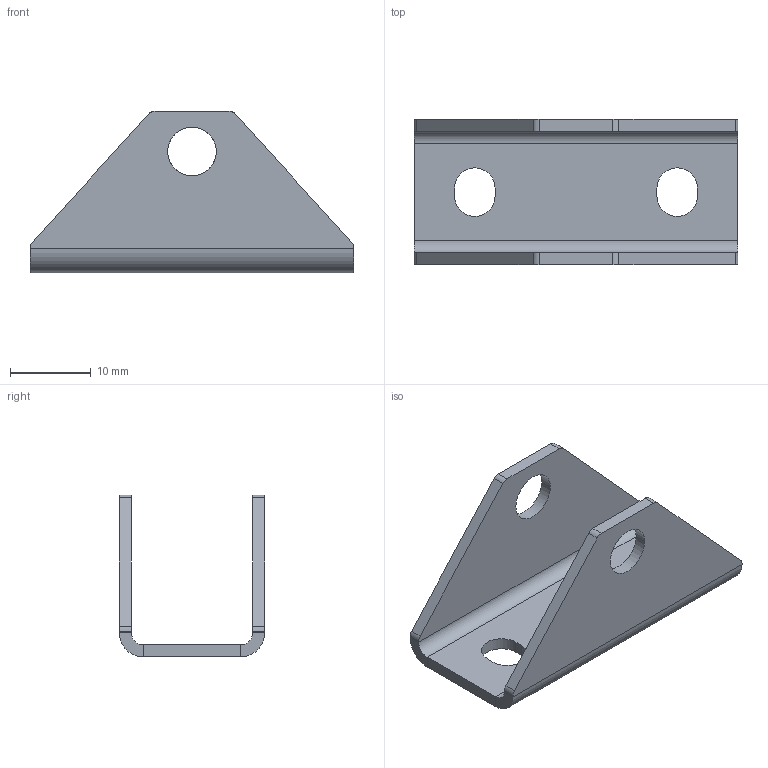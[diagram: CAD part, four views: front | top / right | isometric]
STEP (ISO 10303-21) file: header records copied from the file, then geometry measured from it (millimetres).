
FILE_DESCRIPTION(('CATIA V6 STEP','CAx-IF Rec.Pracs.--- Model Styling and Organization---1.5--- 2016-08-15','CAx-IF Rec.Pracs.---Supplemental Geometry---1.0---2011-11-01','CAx-IF Rec.Pracs.--- Composite Materials ---3.4---2017-06-13','CAx-IF Rec.Pracs.---Tessellated 3D Geometry---1.0---2015-12-17'),'2;1');
FILE_NAME('PRD-00123402 Physical Product00123402 A.1.stp','2021-06-18T10:33:05+00:00',('none'),('none'),'3DEXPERIENCE Platform3DEXPERIENCE R2021x HotFix 6.7','3DEXPERIENCE Platform STEP AP242 v2','none');
FILE_SCHEMA(('AP242_MANAGED_MODEL_BASED_3D_ENGINEERING_MIM_LF {1 0 10303 442 1 1 4}'));
Length unit declared in the file: millimetre
Products named in the file (1): 3D Shape00102176
Bounding box: 40 x 18 x 20 mm (x, y, z)
Volume: 2282.6 mm3; surface area: 3376.7 mm2
Topology: 1 solids, 1 shells, 46 faces, 116 edges, 72 vertices
Faces by surface type: plane 26, cylinder 20
Entity records: 1380 total; most frequent: CARTESIAN_POINT 265, ORIENTED_EDGE 232, DIRECTION 196, EDGE_CURVE 116, AXIS2_PLACEMENT_3D 79, VECTOR 74, LINE 74, VERTEX_POINT 72
